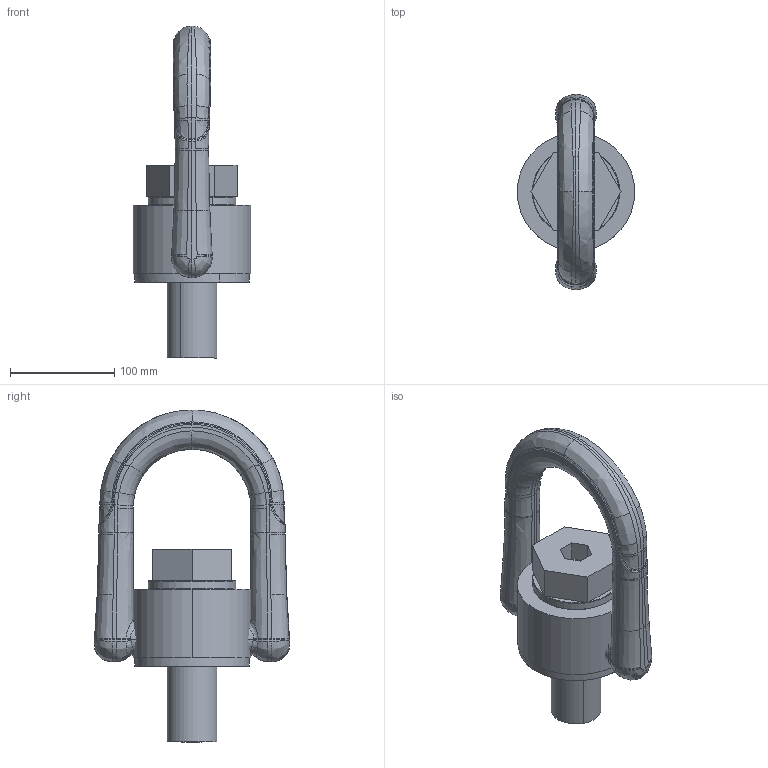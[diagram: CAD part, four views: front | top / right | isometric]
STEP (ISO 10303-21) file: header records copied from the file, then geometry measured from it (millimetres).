
FILE_DESCRIPTION(('CATIA V5 STEP Exchange'),'2;1');
FILE_NAME('8-231-200.stp','2016-03-28T09:04:57+00:00',('none'),('none'),'CATIA Version 5 Release 21 GA (IN-10)','CATIA V5 STEP AP203','none');
FILE_SCHEMA(('CONFIG_CONTROL_DESIGN'));
Length unit declared in the file: millimetre
Products named in the file (1): YK8231-200A
Assembly tree (5 placements, depth 2):
  YK8231-200A
    #58
    #29507
    #30321
    #30430
    #30852
Bounding box: 113 x 187.91 x 319.16 mm (x, y, z)
Volume: 1941445.4 mm3; surface area: 201417.8 mm2
Topology: 5 solids, 5 shells, 535 faces, 1200 edges, 682 vertices
Faces by surface type: bspline 316, plane 99, cylinder 72, cone 32, torus 16
Entity records: 31432 total; most frequent: CARTESIAN_POINT 22471, ORIENTED_EDGE 2400, EDGE_CURVE 1200, B_SPLINE_CURVE_WITH_KNOTS 879, DIRECTION 711, VERTEX_POINT 682, EDGE_LOOP 542, ADVANCED_FACE 535
